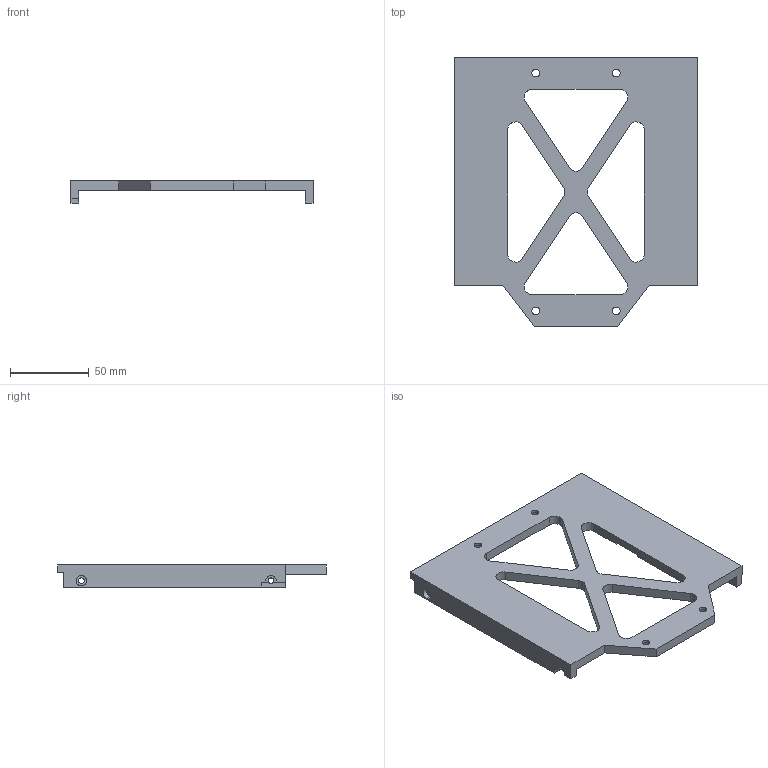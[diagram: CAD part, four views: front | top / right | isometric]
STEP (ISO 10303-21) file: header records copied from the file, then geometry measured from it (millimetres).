
FILE_DESCRIPTION (( 'STEP AP203' ), '1' );
FILE_NAME ('power supply adapter-1 (ULTIMATE).STEP', '2021-11-19T20:50:49', ( '' ), ( '' ), 'SwSTEP 2.0', 'SolidWorks 2020', '' );
FILE_SCHEMA (( 'CONFIG_CONTROL_DESIGN' ));
Length unit declared in the file: millimetre
Products named in the file (1): power supply adapter-1 (ULTIMATE)
Bounding box: 153.23 x 170 x 14 mm (x, y, z)
Volume: 102681.9 mm3; surface area: 45216.7 mm2
Topology: 1 solids, 1 shells, 95 faces, 261 edges, 174 vertices
Faces by surface type: plane 48, cylinder 47
Entity records: 3170 total; most frequent: DIRECTION 547, CARTESIAN_POINT 531, ORIENTED_EDGE 522, EDGE_CURVE 261, AXIS2_PLACEMENT_3D 190, VERTEX_POINT 174, VECTOR 167, LINE 167
